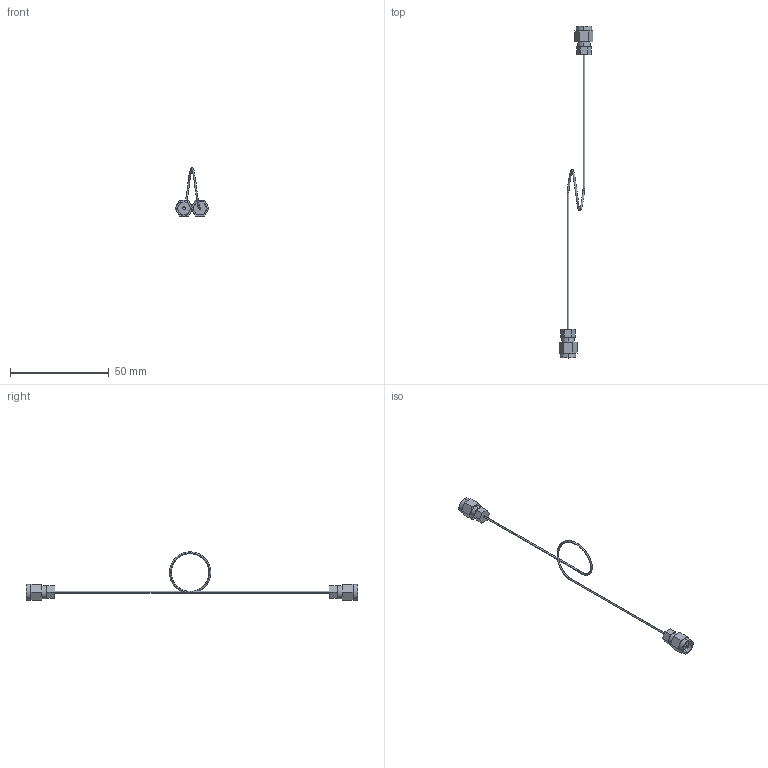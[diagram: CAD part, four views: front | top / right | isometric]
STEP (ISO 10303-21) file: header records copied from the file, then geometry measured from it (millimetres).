
FILE_DESCRIPTION (( 'STEP AP214' ), '1' );
FILE_NAME ('a1_1K-4K_NbTi_Coax_RightLoop_assembly.STEP', '2025-12-05T11:11:22', ( '' ), ( '' ), 'SwSTEP 2.0', 'SolidWorks 2018', '' );
FILE_SCHEMA (( 'AUTOMOTIVE_DESIGN' ));
Length unit declared in the file: millimetre
Products named in the file (3): a1_1K-4K_NbTi_Coax_RightLoop_assembly; a1_1K-4K_NbTi_Coax_RightLoop; SMAMaleConnector_CryoCoax_5139-P1NN-652-101P
Assembly tree (3 placements, depth 2):
  a1_1K-4K_NbTi_Coax_RightLoop_assembly
    a1_1K-4K_NbTi_Coax_RightLoop
    SMAMaleConnector_CryoCoax_5139-P1NN-652-101P  x2
Bounding box: 17.21 x 168.27 x 24.4 mm (x, y, z)
Volume: 1238.7 mm3; surface area: 1614.4 mm2
Topology: 3 solids, 3 shells, 88 faces, 192 edges, 118 vertices
Faces by surface type: plane 62, cylinder 20, torus 4, bspline 2
Entity records: 2192 total; most frequent: CARTESIAN_POINT 962, DIRECTION 260, ORIENTED_EDGE 216, EDGE_CURVE 108, AXIS2_PLACEMENT_3D 100, VERTEX_POINT 66, LINE 60, VECTOR 60
